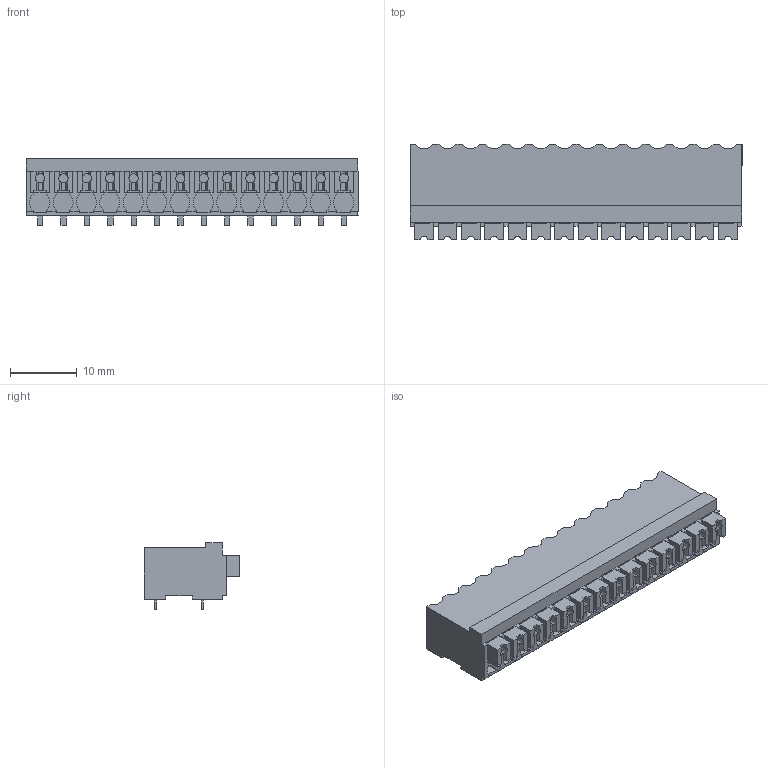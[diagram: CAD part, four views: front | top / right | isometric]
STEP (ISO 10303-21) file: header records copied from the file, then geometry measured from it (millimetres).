
FILE_DESCRIPTION(('CATIA V5 STEP Exchange','CAx-IF Rec.Pracs.--- Model Styling and Organization---1.2---2011-12-15'),'2;1');
FILE_NAME ('D1457960_0', '2018-03-15T04:35:56+00:00', ('none'), ('Weidmueller'), 'CATIA Version 5-6 Release 2014', 'CATIA V5 STEP AP214', 'none');
FILE_SCHEMA(('AUTOMOTIVE_DESIGN { 1 0 10303 214 1 1 1 1 }'));
Length unit declared in the file: millimetre
Products named in the file (1): 1871090000
Bounding box: 49.7 x 14.3 x 10 mm (x, y, z)
Volume: 4215.9 mm3; surface area: 4033.7 mm2
Topology: 43 solids, 43 shells, 1080 faces, 3042 edges, 2034 vertices
Faces by surface type: plane 912, cylinder 168
Entity records: 31630 total; most frequent: CARTESIAN_POINT 6091, ORIENTED_EDGE 6084, DIRECTION 3950, EDGE_CURVE 3042, VECTOR 2692, LINE 2692, VERTEX_POINT 2034, EDGE_LOOP 1094
